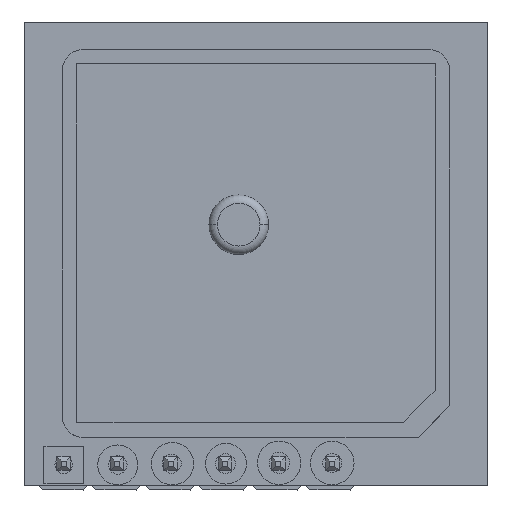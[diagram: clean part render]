
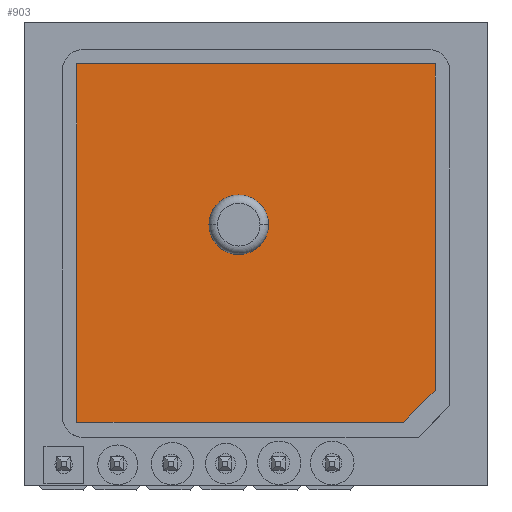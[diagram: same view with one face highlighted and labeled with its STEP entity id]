
A CAD part, top view. The second image highlights one B-rep face of the part: STEP entity #903.
In plain terms, the highlighted planar face has unit normal (0, 0, 1).
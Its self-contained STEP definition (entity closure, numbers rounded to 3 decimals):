
#903=ADVANCED_FACE('',(#1837),#1838,.T.);
#1837=FACE_OUTER_BOUND('',#2979,.T.);
#1838=PLANE('',#2980);
#2979=EDGE_LOOP('',(#4811,#4812,#4813,#4814,#4815));
#2980=AXIS2_PLACEMENT_3D('',#4816,#4817,#4818);
#4811=ORIENTED_EDGE('',*,*,#6489,.F.);
#4812=ORIENTED_EDGE('',*,*,#6498,.F.);
#4813=ORIENTED_EDGE('',*,*,#6929,.F.);
#4814=ORIENTED_EDGE('',*,*,#6930,.F.);
#4815=ORIENTED_EDGE('',*,*,#6605,.F.);
#4816=CARTESIAN_POINT('',(10.882,11.618,4.1));
#4817=DIRECTION('',(0.0,0.0,1.0));
#4818=DIRECTION('',(1.0,0.0,0.0));
#6489=EDGE_CURVE('',#7726,#7727,#7728,.T.);
#6498=EDGE_CURVE('',#7741,#7726,#7742,.T.);
#6605=EDGE_CURVE('',#7727,#7912,#7913,.T.);
#6929=EDGE_CURVE('',#8381,#7741,#8382,.T.);
#6930=EDGE_CURVE('',#7912,#8381,#8383,.T.);
#7726=VERTEX_POINT('',#9391);
#7727=VERTEX_POINT('',#9392);
#7728=LINE('',#9393,#9394);
#7741=VERTEX_POINT('',#9413);
#7742=LINE('',#9414,#9415);
#7912=VERTEX_POINT('',#9659);
#7913=LINE('',#9660,#9661);
#8381=VERTEX_POINT('',#10304);
#8382=LINE('',#10305,#10306);
#8383=LINE('',#10307,#10308);
#9391=CARTESIAN_POINT('',(2.5,20.0,4.1));
#9392=CARTESIAN_POINT('',(19.5,20.0,4.1));
#9393=CARTESIAN_POINT('',(2.5,20.0,4.1));
#9394=VECTOR('',#11156,1.0);
#9413=CARTESIAN_POINT('',(2.5,3.0,4.1));
#9414=CARTESIAN_POINT('',(2.5,3.0,4.1));
#9415=VECTOR('',#11163,1.0);
#9659=CARTESIAN_POINT('',(19.5,4.5,4.1));
#9660=CARTESIAN_POINT('',(19.5,20.0,4.1));
#9661=VECTOR('',#11256,1.0);
#10304=CARTESIAN_POINT('',(18.0,3.0,4.1));
#10305=CARTESIAN_POINT('',(19.5,3.0,4.1));
#10306=VECTOR('',#11612,1.0);
#10307=CARTESIAN_POINT('',(19.5,4.5,4.1));
#10308=VECTOR('',#11613,1.0);
#11156=DIRECTION('',(1.0,0.0,0.0));
#11163=DIRECTION('',(0.0,1.0,0.0));
#11256=DIRECTION('',(0.0,-1.0,0.0));
#11612=DIRECTION('',(-1.0,0.0,0.0));
#11613=DIRECTION('',(-0.707,-0.707,0.0));
